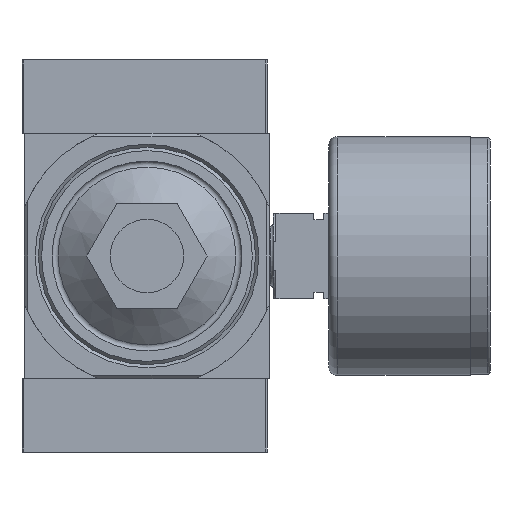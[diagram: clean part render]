
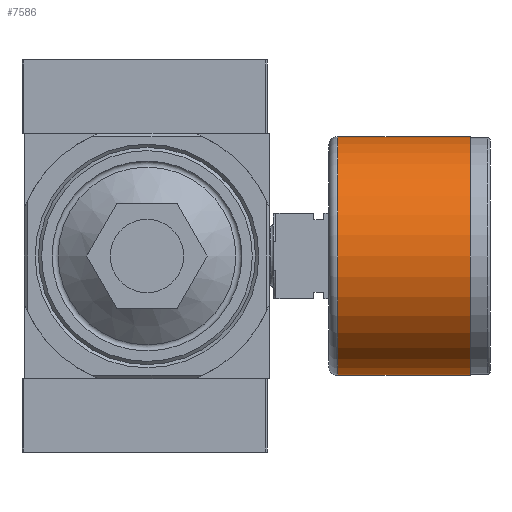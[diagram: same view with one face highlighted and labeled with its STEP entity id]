
A CAD part, front view. The second image highlights one B-rep face of the part: STEP entity #7586.
In plain terms, the highlighted cylindrical face has radius 19.5 mm (diameter 39 mm), a full revolution.
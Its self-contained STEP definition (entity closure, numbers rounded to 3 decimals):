
#2825=ORIENTED_EDGE('',*,*,#3732,.F.);
#2826=ORIENTED_EDGE('',*,*,#3733,.T.);
#3732=EDGE_CURVE('',#4347,#4347,#4711,.T.);
#3733=EDGE_CURVE('',#4348,#4348,#4712,.T.);
#4347=VERTEX_POINT('',#12316);
#4348=VERTEX_POINT('',#12319);
#4711=CIRCLE('',#8370,19.5);
#4712=CIRCLE('',#8372,19.5);
#5217=EDGE_LOOP('',(#2825));
#5218=EDGE_LOOP('',(#2826));
#5760=FACE_BOUND('',#5217,.T.);
#5761=FACE_BOUND('',#5218,.T.);
#5895=CYLINDRICAL_SURFACE('',#8371,19.5);
#7586=ADVANCED_FACE('',(#5760,#5761),#5895,.T.);
#8370=AXIS2_PLACEMENT_3D('',#12315,#10262,#10263);
#8371=AXIS2_PLACEMENT_3D('',#12317,#10264,#10265);
#8372=AXIS2_PLACEMENT_3D('',#12318,#10266,#10267);
#10262=DIRECTION('',(1.,0.,0.));
#10263=DIRECTION('',(0.,0.,-1.));
#10264=DIRECTION('',(1.,0.,0.));
#10265=DIRECTION('',(0.,0.,-1.));
#10266=DIRECTION('',(1.,0.,0.));
#10267=DIRECTION('',(0.,0.,-1.));
#12315=CARTESIAN_POINT('',(-3.2,0.,0.));
#12316=CARTESIAN_POINT('',(-3.2,0.,-19.5));
#12317=CARTESIAN_POINT('',(0.,0.,0.));
#12318=CARTESIAN_POINT('',(-24.85,0.,0.));
#12319=CARTESIAN_POINT('',(-24.85,0.,-19.5));
